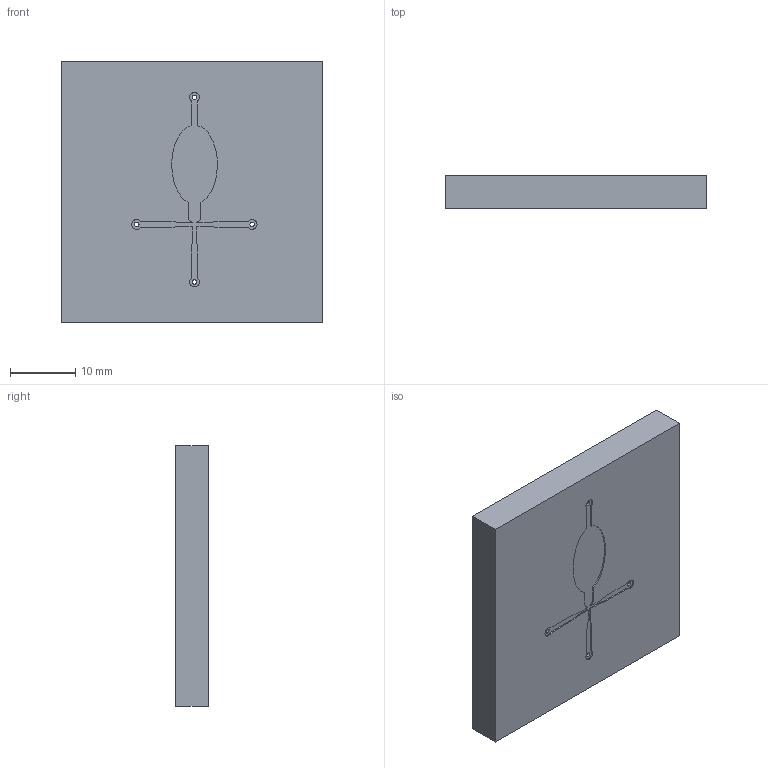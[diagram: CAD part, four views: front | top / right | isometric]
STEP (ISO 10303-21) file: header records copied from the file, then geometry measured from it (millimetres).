
FILE_DESCRIPTION(/* description */ (''),/* implementation_level */ '2;1');
FILE_NAME(/* name */ 'droplet-generator.step',/* time_stamp */ '2018-10-08T09:41:09+02:00',/* author */ ('Rodrigo HC'),/* organization */ (''),/* preprocessor_version */ 'ST-DEVELOPER v16.1',/* originating_system */ 'Autodesk Inventor 2016',/* authorisation */ '');
FILE_SCHEMA (('AUTOMOTIVE_DESIGN { 1 0 10303 214 3 1 1 }'));
Length unit declared in the file: millimetre
Products named in the file (1): droplet-generator
Bounding box: 40 x 5 x 40 mm (x, y, z)
Volume: 7972.1 mm3; surface area: 4060.1 mm2
Topology: 1 solids, 1 shells, 45 faces, 166 edges, 164 vertices
Faces by surface type: plane 31, cylinder 12, bspline 2
Full cylindrical faces by diameter (mm): 0.7 x4
Entity records: 1785 total; most frequent: CARTESIAN_POINT 390, DIRECTION 288, ORIENTED_EDGE 244, LINE 124, VECTOR 124, EDGE_CURVE 122, VERTEX_POINT 84, AXIS2_PLACEMENT_3D 82
